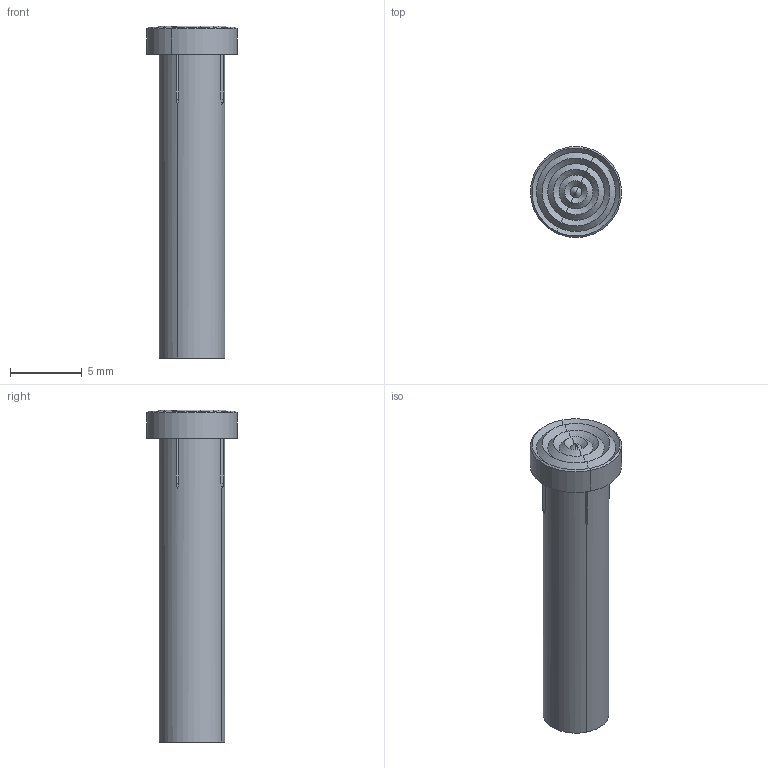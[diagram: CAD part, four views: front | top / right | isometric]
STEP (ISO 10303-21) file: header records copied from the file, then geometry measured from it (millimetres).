
FILE_DESCRIPTION (( 'STEP AP203' ), '1' );
FILE_NAME ('7512FPR-xxx.STEP', '2016-06-28T22:42:38', ( '' ), ( '' ), 'SwSTEP 2.0', 'SolidWorks 2014', '' );
FILE_SCHEMA (( 'CONFIG_CONTROL_DESIGN' ));
Length unit declared in the file: inch
Products named in the file (2): M06081; 7512FPR-xxx
Assembly tree (1 placements, depth 2):
  7512FPR-xxx
    M06081
Bounding box: 6.34 x 6.34 x 23.12 mm (x, y, z)
Volume: 387.4 mm3; surface area: 459.3 mm2
Topology: 1 solids, 1 shells, 47 faces, 118 edges, 67 vertices
Faces by surface type: cone 18, bspline 12, plane 11, cylinder 6
Entity records: 1824 total; most frequent: CARTESIAN_POINT 548, ORIENTED_EDGE 232, DIRECTION 228, EDGE_CURVE 116, AXIS2_PLACEMENT_3D 87, VERTEX_POINT 67, LINE 54, VECTOR 54
